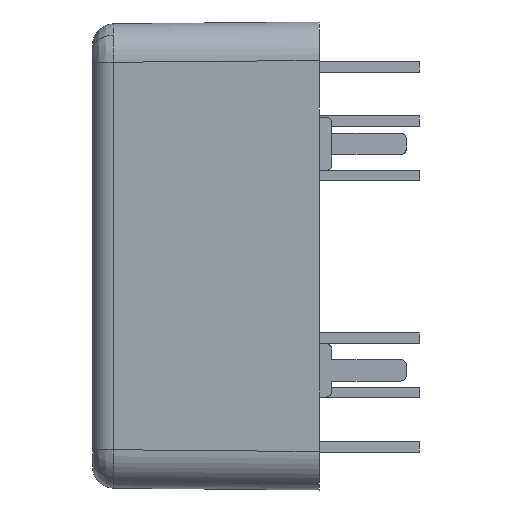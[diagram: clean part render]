
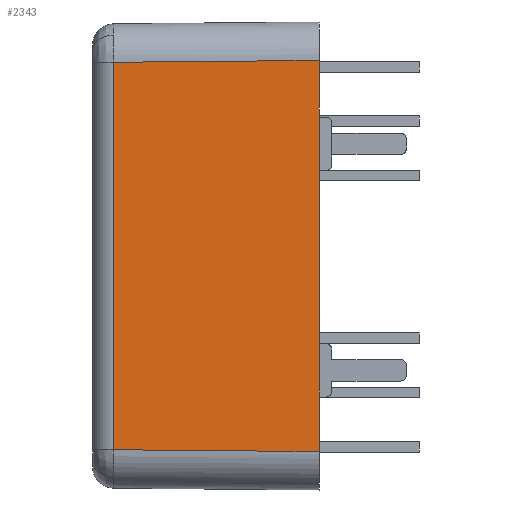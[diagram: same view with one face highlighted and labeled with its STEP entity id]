
A CAD part, left-side view. The second image highlights one B-rep face of the part: STEP entity #2343.
In plain terms, the highlighted planar face has unit normal (-1, 0.009, 0).
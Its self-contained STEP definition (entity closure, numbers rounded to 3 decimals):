
#46 = CARTESIAN_POINT ( 'NONE',  ( -4.75, 0., 10.95 ) ) ;
#83 = DIRECTION ( 'NONE',  ( 0., 0., 1. ) ) ;
#118 = DIRECTION ( 'NONE',  ( 0., 0., 1. ) ) ;
#133 = CARTESIAN_POINT ( 'NONE',  ( -4.75, 0., -9.15 ) ) ;
#136 = CARTESIAN_POINT ( 'NONE',  ( -4.75, 0., -10.95 ) ) ;
#204 = VERTEX_POINT ( 'NONE', #3329 ) ;
#205 = DIRECTION ( 'NONE',  ( -0.009, -1., -0.009 ) ) ;
#369 = VECTOR ( 'NONE', #2161, 1000. ) ;
#461 = EDGE_CURVE ( 'NONE', #1530, #2581, #3423, .T. ) ;
#473 = VERTEX_POINT ( 'NONE', #872 ) ;
#596 = CARTESIAN_POINT ( 'NONE',  ( -4.75, 0., -10.95 ) ) ;
#710 = DIRECTION ( 'NONE',  ( 0., 0., 1. ) ) ;
#868 = CARTESIAN_POINT ( 'NONE',  ( -4.666, 9.609, -9.066 ) ) ;
#872 = CARTESIAN_POINT ( 'NONE',  ( -4.75, 0., 9.15 ) ) ;
#873 = VECTOR ( 'NONE', #83, 1000. ) ;
#886 = PLANE ( 'NONE',  #954 ) ;
#908 = VECTOR ( 'NONE', #2009, 1000. ) ;
#911 = ORIENTED_EDGE ( 'NONE', *, *, #1507, .T. ) ;
#912 = DIRECTION ( 'NONE',  ( -0.009, -1., 0. ) ) ;
#954 = AXIS2_PLACEMENT_3D ( 'NONE', #596, #2847, #912 ) ;
#977 = VERTEX_POINT ( 'NONE', #1105 ) ;
#1017 = LINE ( 'NONE', #4018, #3397 ) ;
#1025 = VERTEX_POINT ( 'NONE', #3712 ) ;
#1105 = CARTESIAN_POINT ( 'NONE',  ( -4.75, 0., -4.1 ) ) ;
#1149 = LINE ( 'NONE', #46, #2927 ) ;
#1215 = ORIENTED_EDGE ( 'NONE', *, *, #3209, .T. ) ;
#1270 = VECTOR ( 'NONE', #2109, 1000. ) ;
#1352 = VECTOR ( 'NONE', #205, 1000. ) ;
#1372 = LINE ( 'NONE', #3394, #1270 ) ;
#1507 = EDGE_CURVE ( 'NONE', #204, #977, #3693, .T. ) ;
#1530 = VERTEX_POINT ( 'NONE', #2041 ) ;
#1702 = EDGE_CURVE ( 'NONE', #3308, #204, #1149, .T. ) ;
#1727 = LINE ( 'NONE', #3005, #873 ) ;
#1765 = EDGE_LOOP ( 'NONE', ( #3962, #2835, #1976, #3649, #1215, #3389, #911, #2438 ) ) ;
#1902 = CARTESIAN_POINT ( 'NONE',  ( -4.666, 9.609, -9.066 ) ) ;
#1954 = DIRECTION ( 'NONE',  ( 0., 0., 1. ) ) ;
#1976 = ORIENTED_EDGE ( 'NONE', *, *, #3314, .F. ) ;
#2009 = DIRECTION ( 'NONE',  ( 0., 0., 1. ) ) ;
#2041 = CARTESIAN_POINT ( 'NONE',  ( -4.666, 9.609, 9.066 ) ) ;
#2109 = DIRECTION ( 'NONE',  ( -0.009, -1., 0.009 ) ) ;
#2161 = DIRECTION ( 'NONE',  ( 0., 0., -1. ) ) ;
#2170 = CARTESIAN_POINT ( 'NONE',  ( -4.666, 9.609, -10.95 ) ) ;
#2238 = EDGE_CURVE ( 'NONE', #977, #1025, #1727, .T. ) ;
#2343 = ADVANCED_FACE ( 'NONE', ( #3802 ), #886, .T. ) ;
#2438 = ORIENTED_EDGE ( 'NONE', *, *, #2238, .T. ) ;
#2571 = VERTEX_POINT ( 'NONE', #3821 ) ;
#2581 = VERTEX_POINT ( 'NONE', #1902 ) ;
#2835 = ORIENTED_EDGE ( 'NONE', *, *, #3460, .T. ) ;
#2847 = DIRECTION ( 'NONE',  ( -1., 0.009, 0. ) ) ;
#2927 = VECTOR ( 'NONE', #710, 1000. ) ;
#2986 = LINE ( 'NONE', #136, #3752 ) ;
#3005 = CARTESIAN_POINT ( 'NONE',  ( -4.75, 0., 10.95 ) ) ;
#3071 = LINE ( 'NONE', #868, #1352 ) ;
#3209 = EDGE_CURVE ( 'NONE', #2581, #3308, #3071, .T. ) ;
#3308 = VERTEX_POINT ( 'NONE', #133 ) ;
#3314 = EDGE_CURVE ( 'NONE', #1530, #473, #1372, .T. ) ;
#3329 = CARTESIAN_POINT ( 'NONE',  ( -4.75, 0., -6.6 ) ) ;
#3389 = ORIENTED_EDGE ( 'NONE', *, *, #1702, .T. ) ;
#3394 = CARTESIAN_POINT ( 'NONE',  ( -4.75, -0.016, 9.15 ) ) ;
#3397 = VECTOR ( 'NONE', #118, 1000. ) ;
#3423 = LINE ( 'NONE', #2170, #369 ) ;
#3460 = EDGE_CURVE ( 'NONE', #2571, #473, #1017, .T. ) ;
#3565 = EDGE_CURVE ( 'NONE', #1025, #2571, #2986, .T. ) ;
#3616 = CARTESIAN_POINT ( 'NONE',  ( -4.75, 0., -10.95 ) ) ;
#3649 = ORIENTED_EDGE ( 'NONE', *, *, #461, .T. ) ;
#3693 = LINE ( 'NONE', #3616, #908 ) ;
#3712 = CARTESIAN_POINT ( 'NONE',  ( -4.75, 0., 4. ) ) ;
#3752 = VECTOR ( 'NONE', #1954, 1000. ) ;
#3802 = FACE_OUTER_BOUND ( 'NONE', #1765, .T. ) ;
#3821 = CARTESIAN_POINT ( 'NONE',  ( -4.75, 0., 6.5 ) ) ;
#3962 = ORIENTED_EDGE ( 'NONE', *, *, #3565, .T. ) ;
#4018 = CARTESIAN_POINT ( 'NONE',  ( -4.75, 0., 10.95 ) ) ;
